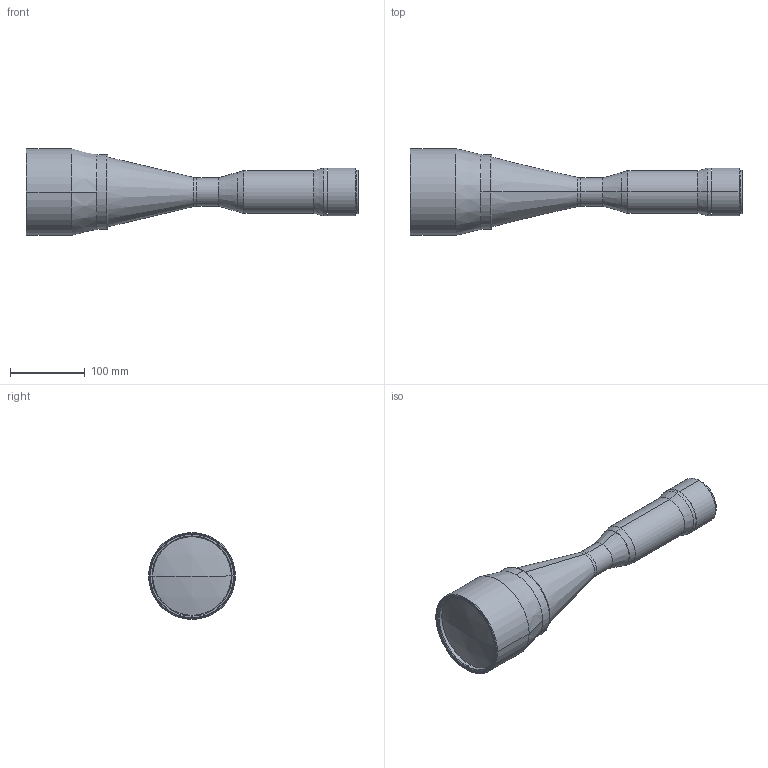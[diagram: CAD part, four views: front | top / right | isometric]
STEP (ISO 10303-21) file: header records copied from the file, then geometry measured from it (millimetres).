
FILE_DESCRIPTION (( 'STEP AP203' ), '1' );
FILE_NAME ('TC16M080-K.step', '2018-11-27T16:06:47', ( '' ), ( '' ), 'SwSTEP 2.0', 'SolidWorks 2018', '' );
FILE_SCHEMA (( 'CONFIG_CONTROL_DESIGN' ));
Length unit declared in the file: millimetre
Products named in the file (1): TC16M080-K
Bounding box: 443.09 x 116 x 116 mm (x, y, z)
Surface area: 133594.5 mm2 (no closed solid volume)
Topology: 0 solids, 9 shells, 68 faces, 168 edges, 111 vertices
Faces by surface type: cylinder 26, plane 18, cone 16, torus 6, sphere 2
Entity records: 2127 total; most frequent: DIRECTION 410, CARTESIAN_POINT 360, ORIENTED_EDGE 290, AXIS2_PLACEMENT_3D 177, EDGE_CURVE 168, VERTEX_POINT 111, CIRCLE 108, EDGE_LOOP 81
